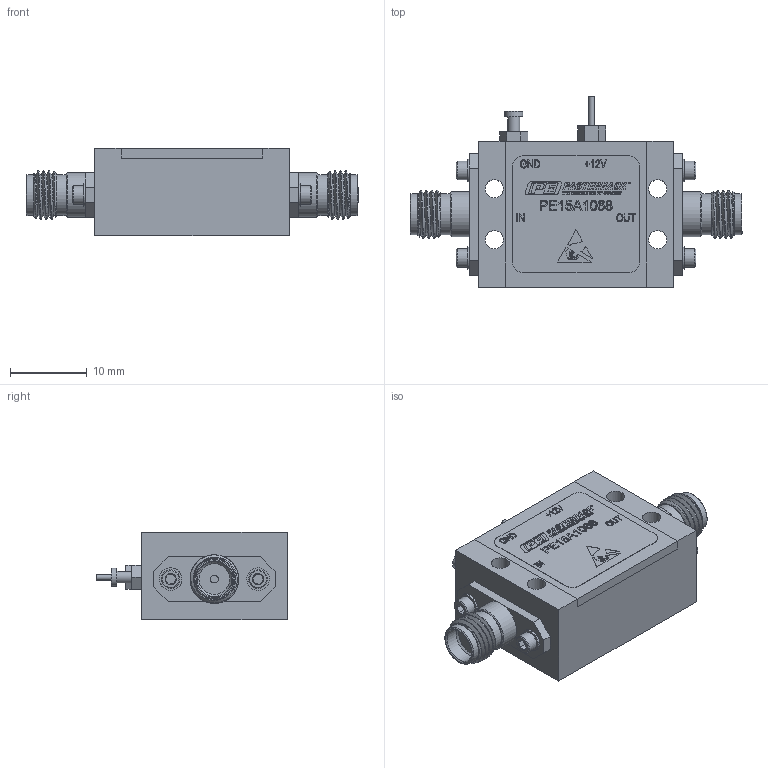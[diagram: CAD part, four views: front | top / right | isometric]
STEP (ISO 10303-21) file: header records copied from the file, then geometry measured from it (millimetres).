
FILE_DESCRIPTION (( 'STEP AP203' ), '1' );
FILE_NAME ('PE15A1068_3D.step', '2022-07-20T22:01:05', ( '' ), ( '' ), 'SwSTEP 2.0', 'SolidWorks 2021', '' );
FILE_SCHEMA (( 'CONFIG_CONTROL_DESIGN' ));
Length unit declared in the file: inch
Products named in the file (1): PE15A1068_3D
Bounding box: 43.38 x 24.89 x 11.48 mm (x, y, z)
Volume: 5933.2 mm3; surface area: 3037 mm2
Topology: 1 solids, 7 shells, 1062 faces, 2752 edges, 1818 vertices
Faces by surface type: plane 665, bspline 234, cylinder 119, cone 44
Full cylindrical faces by diameter (mm): 0.207 x1, 0.213 x1, 0.762 x1, 1.016 x4, 1.524 x5, 1.854 x4, 2.381 x4, 2.388 x1, 2.438 x4, 2.946 x4, 4.521 x2, 5.334 x4, 5.842 x2
Entity records: 47260 total; most frequent: CARTESIAN_POINT 23134, ORIENTED_EDGE 5326, DIRECTION 4069, EDGE_CURVE 2663, VECTOR 1859, LINE 1859, VERTEX_POINT 1786, EDGE_LOOP 1241
